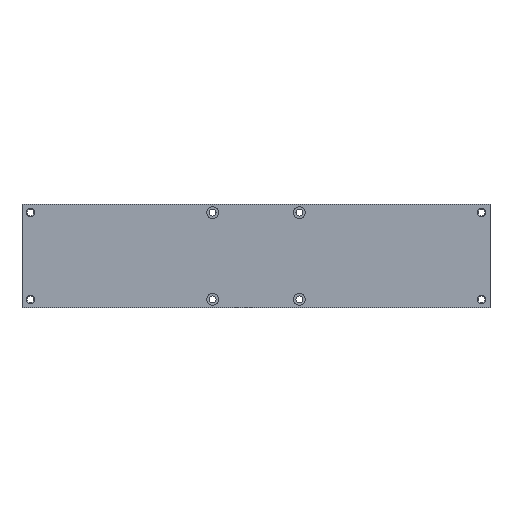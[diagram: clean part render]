
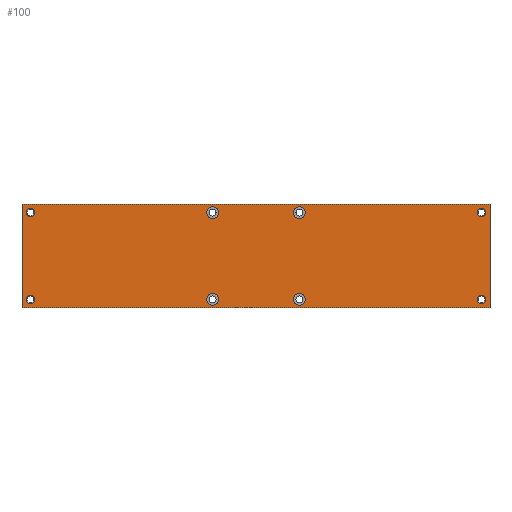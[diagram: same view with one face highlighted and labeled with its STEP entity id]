
A CAD part, top view. The second image highlights one B-rep face of the part: STEP entity #100.
In plain terms, the highlighted planar face has unit normal (0, 0, 1).
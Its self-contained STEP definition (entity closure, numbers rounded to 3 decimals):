
#100 = ADVANCED_FACE( '', ( #227, #228, #229, #230, #231, #232, #233, #234, #235 ), #236, .F. );
#227 = FACE_BOUND( '', #364, .T. );
#228 = FACE_BOUND( '', #365, .T. );
#229 = FACE_BOUND( '', #366, .T. );
#230 = FACE_BOUND( '', #367, .T. );
#231 = FACE_BOUND( '', #368, .T. );
#232 = FACE_BOUND( '', #369, .T. );
#233 = FACE_BOUND( '', #370, .T. );
#234 = FACE_BOUND( '', #371, .T. );
#235 = FACE_OUTER_BOUND( '', #372, .T. );
#236 = PLANE( '', #373 );
#364 = EDGE_LOOP( '', ( #553 ) );
#365 = EDGE_LOOP( '', ( #554 ) );
#366 = EDGE_LOOP( '', ( #555 ) );
#367 = EDGE_LOOP( '', ( #556 ) );
#368 = EDGE_LOOP( '', ( #557 ) );
#369 = EDGE_LOOP( '', ( #558 ) );
#370 = EDGE_LOOP( '', ( #559 ) );
#371 = EDGE_LOOP( '', ( #560 ) );
#372 = EDGE_LOOP( '', ( #561, #562, #563, #564 ) );
#373 = AXIS2_PLACEMENT_3D( '', #565, #566, #567 );
#553 = ORIENTED_EDGE( '', *, *, #618, .T. );
#554 = ORIENTED_EDGE( '', *, *, #635, .F. );
#555 = ORIENTED_EDGE( '', *, *, #638, .F. );
#556 = ORIENTED_EDGE( '', *, *, #621, .T. );
#557 = ORIENTED_EDGE( '', *, *, #632, .T. );
#558 = ORIENTED_EDGE( '', *, *, #642, .F. );
#559 = ORIENTED_EDGE( '', *, *, #624, .F. );
#560 = ORIENTED_EDGE( '', *, *, #656, .T. );
#561 = ORIENTED_EDGE( '', *, *, #671, .F. );
#562 = ORIENTED_EDGE( '', *, *, #673, .F. );
#563 = ORIENTED_EDGE( '', *, *, #609, .F. );
#564 = ORIENTED_EDGE( '', *, *, #652, .F. );
#565 = CARTESIAN_POINT( '', ( -221., 49., 11.5 ) );
#566 = DIRECTION( '', ( 0., 0., -1. ) );
#567 = DIRECTION( '', ( 0., 1., 0. ) );
#609 = EDGE_CURVE( '', #684, #686, #687, .T. );
#618 = EDGE_CURVE( '', #700, #700, #701, .T. );
#621 = EDGE_CURVE( '', #705, #705, #706, .T. );
#624 = EDGE_CURVE( '', #710, #710, #711, .T. );
#632 = EDGE_CURVE( '', #723, #723, #724, .T. );
#635 = EDGE_CURVE( '', #728, #728, #729, .T. );
#638 = EDGE_CURVE( '', #733, #733, #734, .T. );
#642 = EDGE_CURVE( '', #739, #739, #740, .T. );
#652 = EDGE_CURVE( '', #754, #684, #756, .T. );
#656 = EDGE_CURVE( '', #761, #761, #762, .T. );
#671 = EDGE_CURVE( '', #783, #754, #785, .T. );
#673 = EDGE_CURVE( '', #686, #783, #787, .T. );
#684 = VERTEX_POINT( '', #799 );
#686 = VERTEX_POINT( '', #802 );
#687 = LINE( '', #803, #804 );
#700 = VERTEX_POINT( '', #818 );
#701 = CIRCLE( '', #819, 5.5 );
#705 = VERTEX_POINT( '', #823 );
#706 = CIRCLE( '', #824, 5.5 );
#710 = VERTEX_POINT( '', #828 );
#711 = CIRCLE( '', #829, 4. );
#723 = VERTEX_POINT( '', #841 );
#724 = CIRCLE( '', #842, 4. );
#728 = VERTEX_POINT( '', #846 );
#729 = CIRCLE( '', #847, 5.5 );
#733 = VERTEX_POINT( '', #851 );
#734 = CIRCLE( '', #852, 5.5 );
#739 = VERTEX_POINT( '', #857 );
#740 = CIRCLE( '', #858, 4. );
#754 = VERTEX_POINT( '', #873 );
#756 = LINE( '', #876, #877 );
#761 = VERTEX_POINT( '', #882 );
#762 = CIRCLE( '', #883, 4. );
#783 = VERTEX_POINT( '', #906 );
#785 = LINE( '', #909, #910 );
#787 = LINE( '', #912, #913 );
#799 = CARTESIAN_POINT( '', ( 221., 49., 11.5 ) );
#802 = CARTESIAN_POINT( '', ( 221., -49., 11.5 ) );
#803 = CARTESIAN_POINT( '', ( 221., 49., 11.5 ) );
#804 = VECTOR( '', #922, 1000. );
#818 = CARTESIAN_POINT( '', ( -46.5, -41., 11.5 ) );
#819 = AXIS2_PLACEMENT_3D( '', #936, #937, #938 );
#823 = CARTESIAN_POINT( '', ( 46.5, 41., 11.5 ) );
#824 = AXIS2_PLACEMENT_3D( '', #942, #943, #944 );
#828 = CARTESIAN_POINT( '', ( -217., 41., 11.5 ) );
#829 = AXIS2_PLACEMENT_3D( '', #948, #949, #950 );
#841 = CARTESIAN_POINT( '', ( -217., -41., 11.5 ) );
#842 = AXIS2_PLACEMENT_3D( '', #963, #964, #965 );
#846 = CARTESIAN_POINT( '', ( 46.5, -41., 11.5 ) );
#847 = AXIS2_PLACEMENT_3D( '', #969, #970, #971 );
#851 = CARTESIAN_POINT( '', ( -46.5, 41., 11.5 ) );
#852 = AXIS2_PLACEMENT_3D( '', #975, #976, #977 );
#857 = CARTESIAN_POINT( '', ( 217., -41., 11.5 ) );
#858 = AXIS2_PLACEMENT_3D( '', #981, #982, #983 );
#873 = CARTESIAN_POINT( '', ( -221., 49., 11.5 ) );
#876 = CARTESIAN_POINT( '', ( -221., 49., 11.5 ) );
#877 = VECTOR( '', #998, 1000. );
#882 = CARTESIAN_POINT( '', ( 217., 41., 11.5 ) );
#883 = AXIS2_PLACEMENT_3D( '', #1002, #1003, #1004 );
#906 = CARTESIAN_POINT( '', ( -221., -49., 11.5 ) );
#909 = CARTESIAN_POINT( '', ( -221., -49., 11.5 ) );
#910 = VECTOR( '', #1026, 1000. );
#912 = CARTESIAN_POINT( '', ( 221., -49., 11.5 ) );
#913 = VECTOR( '', #1027, 1000. );
#922 = DIRECTION( '', ( 0., -1., 0. ) );
#936 = CARTESIAN_POINT( '', ( -41., -41., 11.5 ) );
#937 = DIRECTION( '', ( 0., 0., -1. ) );
#938 = DIRECTION( '', ( -1., 0., 0. ) );
#942 = CARTESIAN_POINT( '', ( 41., 41., 11.5 ) );
#943 = DIRECTION( '', ( 0., 0., -1. ) );
#944 = DIRECTION( '', ( 1., 0., 0. ) );
#948 = CARTESIAN_POINT( '', ( -213., 41., 11.5 ) );
#949 = DIRECTION( '', ( 0., 0., 1. ) );
#950 = DIRECTION( '', ( -1., 0., 0. ) );
#963 = CARTESIAN_POINT( '', ( -213., -41., 11.5 ) );
#964 = DIRECTION( '', ( 0., 0., -1. ) );
#965 = DIRECTION( '', ( -1., 0., 0. ) );
#969 = CARTESIAN_POINT( '', ( 41., -41., 11.5 ) );
#970 = DIRECTION( '', ( 0., 0., 1. ) );
#971 = DIRECTION( '', ( 1., 0., 0. ) );
#975 = CARTESIAN_POINT( '', ( -41., 41., 11.5 ) );
#976 = DIRECTION( '', ( 0., 0., 1. ) );
#977 = DIRECTION( '', ( -1., 0., 0. ) );
#981 = CARTESIAN_POINT( '', ( 213., -41., 11.5 ) );
#982 = DIRECTION( '', ( 0., 0., 1. ) );
#983 = DIRECTION( '', ( 1., 0., 0. ) );
#998 = DIRECTION( '', ( 1., 0., 0. ) );
#1002 = CARTESIAN_POINT( '', ( 213., 41., 11.5 ) );
#1003 = DIRECTION( '', ( 0., 0., -1. ) );
#1004 = DIRECTION( '', ( 1., 0., 0. ) );
#1026 = DIRECTION( '', ( 0., 1., 0. ) );
#1027 = DIRECTION( '', ( -1., 0., 0. ) );
